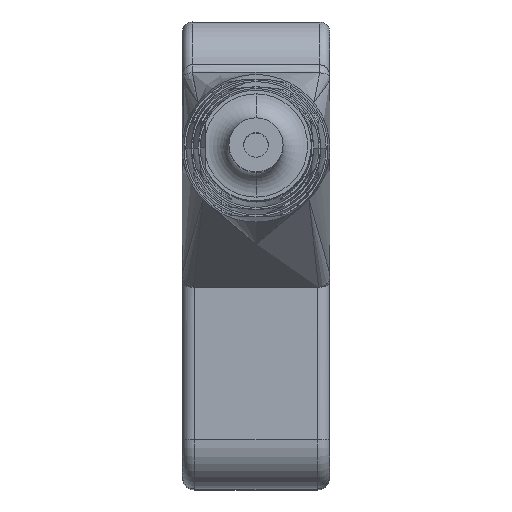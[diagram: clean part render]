
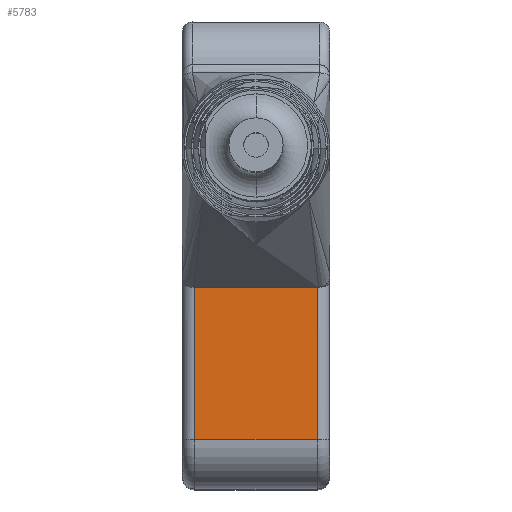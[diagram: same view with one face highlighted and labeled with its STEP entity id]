
A CAD part, top view. The second image highlights one B-rep face of the part: STEP entity #5783.
In plain terms, the highlighted face is planar.
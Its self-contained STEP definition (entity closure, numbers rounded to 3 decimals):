
#1176=DIRECTION('',(1.,0.,0.));
#1177=VECTOR('',#1176,5.);
#1178=CARTESIAN_POINT('',(-2.5,2.,
-25.));
#1179=LINE('',#1178,#1177);
#1184=DIRECTION('',(-1.,0.,0.));
#1185=VECTOR('',#1184,5.);
#1186=CARTESIAN_POINT('',(2.5,8.2,-25.));
#1187=LINE('',#1186,#1185);
#1188=DIRECTION('',(0.,-1.,0.));
#1189=VECTOR('',#1188,6.2);
#1190=CARTESIAN_POINT('',(-2.5,8.2,-25.));
#1191=LINE('',#1190,#1189);
#1298=DIRECTION('',(0.,1.,0.));
#1299=VECTOR('',#1298,6.2);
#1300=CARTESIAN_POINT('',(2.5,2.,-25.));
#1301=LINE('',#1300,#1299);
#3812=CARTESIAN_POINT('',(-2.5,8.2,-25.));
#3813=CARTESIAN_POINT('',(2.5,8.2,-25.));
#3814=VERTEX_POINT('',#3812);
#3815=VERTEX_POINT('',#3813);
#4396=CARTESIAN_POINT('',(-2.5,2.,
-25.));
#4397=VERTEX_POINT('',#4396);
#4398=CARTESIAN_POINT('',(2.5,2.,-25.));
#4399=VERTEX_POINT('',#4398);
#5769=CARTESIAN_POINT('',(0.,5.1,-25.));
#5770=DIRECTION('',(0.,0.,1.));
#5771=DIRECTION('',(0.,1.,0.));
#5772=AXIS2_PLACEMENT_3D('',#5769,#5770,#5771);
#5773=PLANE('',#5772);
#5775=ORIENTED_EDGE('',*,*,#5774,.T.);
#5777=ORIENTED_EDGE('',*,*,#5776,.T.);
#5778=ORIENTED_EDGE('',*,*,#5759,.T.);
#5780=ORIENTED_EDGE('',*,*,#5779,.T.);
#5781=EDGE_LOOP('',(#5775,#5777,#5778,#5780));
#5782=FACE_OUTER_BOUND('',#5781,.F.);
#5783=ADVANCED_FACE('',(#5782),#5773,.F.);
#5759=EDGE_CURVE('',#4397,#4399,#1179,.T.);
#5774=EDGE_CURVE('',#3815,#3814,#1187,.T.);
#5776=EDGE_CURVE('',#3814,#4397,#1191,.T.);
#5779=EDGE_CURVE('',#4399,#3815,#1301,.T.);
